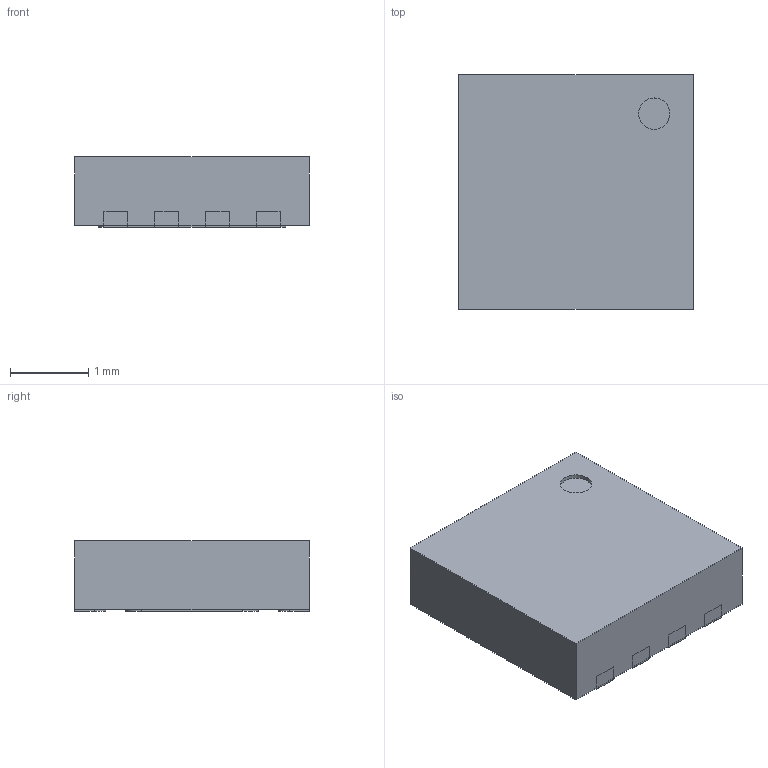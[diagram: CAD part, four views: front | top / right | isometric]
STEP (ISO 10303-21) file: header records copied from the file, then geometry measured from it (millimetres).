
FILE_DESCRIPTION (( 'STEP AP214' ), '1' );
FILE_NAME ('User Library-QFN-8.STEP', '2016-05-10T16:02:45', ( 'Windows User' ), ( '' ), 'SwSTEP 2.0', 'SolidWorks 2016', '' );
FILE_SCHEMA (( 'AUTOMOTIVE_DESIGN' ));
Length unit declared in the file: millimetre
Products named in the file (1): User Library-QFN-8
Bounding box: 3 x 3 x 0.9 mm (x, y, z)
Surface area: 42 mm2
Topology: 10 solids, 10 shells, 69 faces, 144 edges, 96 vertices
Faces by surface type: plane 54, cylinder 15
Entity records: 2702 total; most frequent: DIRECTION 314, CARTESIAN_POINT 310, ORIENTED_EDGE 288, EDGE_CURVE 144, VECTOR 114, LINE 114, AXIS2_PLACEMENT_3D 100, VERTEX_POINT 96
